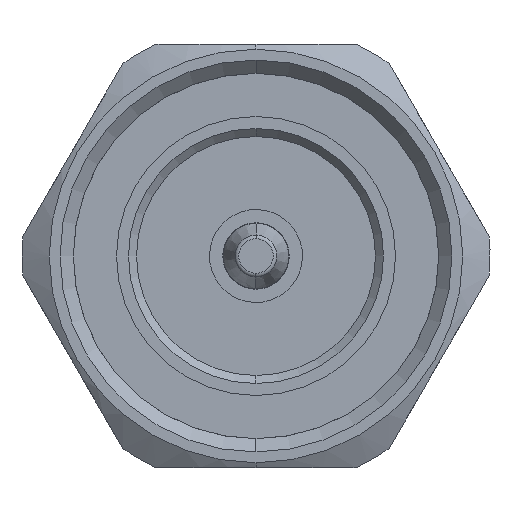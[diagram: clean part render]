
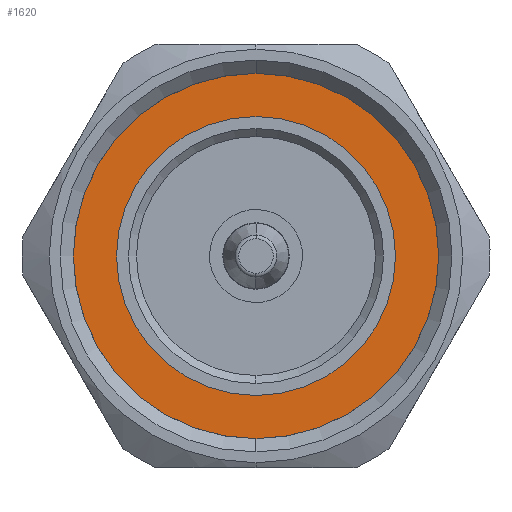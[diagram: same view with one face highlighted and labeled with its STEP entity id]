
A CAD part, left-side view. The second image highlights one B-rep face of the part: STEP entity #1620.
In plain terms, the highlighted planar face has unit normal (-1, 0, 0).
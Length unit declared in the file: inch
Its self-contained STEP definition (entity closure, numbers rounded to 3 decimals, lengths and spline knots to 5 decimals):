
#80 = CIRCLE ( 'NONE', #2023, 0.41339 ) ;
#84 = DIRECTION ( 'NONE',  ( 0., 0., -1. ) ) ;
#218 = DIRECTION ( 'NONE',  ( 0., 1., 0. ) ) ;
#224 = VERTEX_POINT ( 'NONE', #1785 ) ;
#239 = CARTESIAN_POINT ( 'NONE',  ( 0.24669, 0., -0.5601 ) ) ;
#357 = ORIENTED_EDGE ( 'NONE', *, *, #2318, .T. ) ;
#503 = AXIS2_PLACEMENT_3D ( 'NONE', #2107, #2343, #1456 ) ;
#641 = FACE_OUTER_BOUND ( 'NONE', #2498, .T. ) ;
#675 = PLANE ( 'NONE',  #1462 ) ;
#820 = DIRECTION ( 'NONE',  ( 1., 0., 0. ) ) ;
#827 = EDGE_CURVE ( 'NONE', #2437, #2616, #1389, .T. ) ;
#912 = DIRECTION ( 'NONE',  ( 1., 0., 0. ) ) ;
#1113 = DIRECTION ( 'NONE',  ( 1., 0., 0. ) ) ;
#1132 = EDGE_CURVE ( 'NONE', #1254, #224, #80, .T. ) ;
#1243 = ORIENTED_EDGE ( 'NONE', *, *, #1317, .F. ) ;
#1254 = VERTEX_POINT ( 'NONE', #2821 ) ;
#1309 = CARTESIAN_POINT ( 'NONE',  ( 0.24669, 0., 0. ) ) ;
#1317 = EDGE_CURVE ( 'NONE', #2616, #2437, #2670, .T. ) ;
#1389 = CIRCLE ( 'NONE', #503, 0.5601 ) ;
#1456 = DIRECTION ( 'NONE',  ( 0., 0., -1. ) ) ;
#1462 = AXIS2_PLACEMENT_3D ( 'NONE', #2532, #2303, #218 ) ;
#1505 = AXIS2_PLACEMENT_3D ( 'NONE', #1309, #820, #84 ) ;
#1512 = AXIS2_PLACEMENT_3D ( 'NONE', #2995, #912, #1606 ) ;
#1606 = DIRECTION ( 'NONE',  ( 0., 0., -1. ) ) ;
#1620 = ADVANCED_FACE ( 'NONE', ( #641, #2761 ), #675, .F. ) ;
#1776 = CARTESIAN_POINT ( 'NONE',  ( 0.24669, 0., 0.5601 ) ) ;
#1785 = CARTESIAN_POINT ( 'NONE',  ( 0.24669, 0., 0.41339 ) ) ;
#2023 = AXIS2_PLACEMENT_3D ( 'NONE', #2517, #1113, #2028 ) ;
#2028 = DIRECTION ( 'NONE',  ( 0., 0., -1. ) ) ;
#2107 = CARTESIAN_POINT ( 'NONE',  ( 0.24669, 0., 0. ) ) ;
#2125 = CIRCLE ( 'NONE', #1505, 0.41339 ) ;
#2303 = DIRECTION ( 'NONE',  ( 1., 0., 0. ) ) ;
#2318 = EDGE_CURVE ( 'NONE', #224, #1254, #2125, .T. ) ;
#2335 = ORIENTED_EDGE ( 'NONE', *, *, #1132, .T. ) ;
#2343 = DIRECTION ( 'NONE',  ( 1., 0., 0. ) ) ;
#2371 = EDGE_LOOP ( 'NONE', ( #357, #2335 ) ) ;
#2437 = VERTEX_POINT ( 'NONE', #1776 ) ;
#2498 = EDGE_LOOP ( 'NONE', ( #3010, #1243 ) ) ;
#2517 = CARTESIAN_POINT ( 'NONE',  ( 0.24669, 0., 0. ) ) ;
#2532 = CARTESIAN_POINT ( 'NONE',  ( 0.24669, 0., 0. ) ) ;
#2616 = VERTEX_POINT ( 'NONE', #239 ) ;
#2670 = CIRCLE ( 'NONE', #1512, 0.5601 ) ;
#2761 = FACE_BOUND ( 'NONE', #2371, .T. ) ;
#2821 = CARTESIAN_POINT ( 'NONE',  ( 0.24669, 0., -0.41339 ) ) ;
#2995 = CARTESIAN_POINT ( 'NONE',  ( 0.24669, 0., 0. ) ) ;
#3010 = ORIENTED_EDGE ( 'NONE', *, *, #827, .F. ) ;
